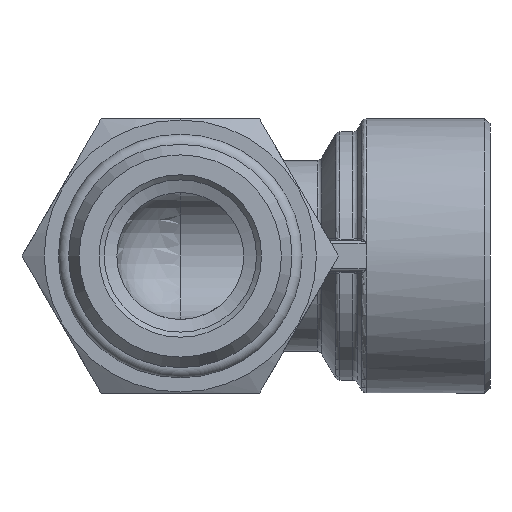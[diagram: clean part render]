
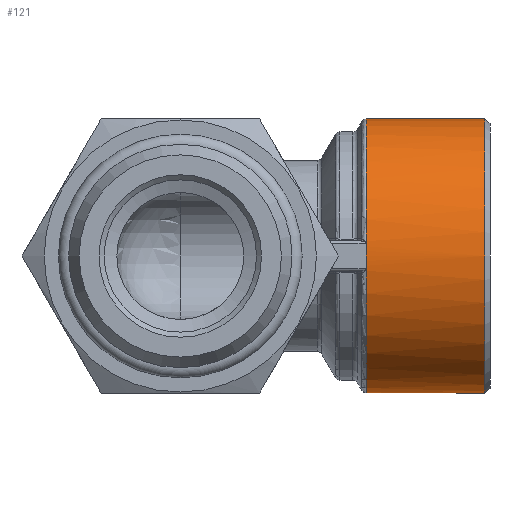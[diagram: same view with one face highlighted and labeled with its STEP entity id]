
A CAD part, front view. The second image highlights one B-rep face of the part: STEP entity #121.
In plain terms, the highlighted cylindrical face has radius 13.5 mm (diameter 27 mm), a full revolution.
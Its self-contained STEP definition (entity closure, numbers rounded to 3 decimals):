
#121 = ADVANCED_FACE( 'NONE', ( #291, #292 ), #293, .T. );
#291 = FACE_OUTER_BOUND( '', #665, .T. );
#292 = FACE_OUTER_BOUND( '', #666, .T. );
#293 = CYLINDRICAL_SURFACE( '', #667, 13.5 );
#665 = EDGE_LOOP( '', ( #1629, #1630, #1631 ) );
#666 = EDGE_LOOP( '', ( #1632 ) );
#667 = AXIS2_PLACEMENT_3D( '', #1633, #1634, #1635 );
#1629 = ORIENTED_EDGE( '', *, *, #2239, .T. );
#1630 = ORIENTED_EDGE( '', *, *, #2240, .T. );
#1631 = ORIENTED_EDGE( '', *, *, #2130, .T. );
#1632 = ORIENTED_EDGE( '', *, *, #2238, .T. );
#1633 = CARTESIAN_POINT( '', ( 0., 0., 0. ) );
#1634 = DIRECTION( '', ( 1., 0., 0. ) );
#1635 = DIRECTION( '', ( 0., 0., 1. ) );
#2130 = EDGE_CURVE( 'NONE', #2456, #2458, #2460, .T. );
#2238 = EDGE_CURVE( 'NONE', #2647, #2647, #2648, .T. );
#2239 = EDGE_CURVE( 'NONE', #2458, #2373, #2649, .T. );
#2240 = EDGE_CURVE( 'NONE', #2373, #2456, #2650, .T. );
#2373 = VERTEX_POINT( 'NONE', #2948 );
#2456 = VERTEX_POINT( 'NONE', #3174 );
#2458 = VERTEX_POINT( 'NONE', #3177 );
#2460 = CIRCLE( '', #3179, 13.5 );
#2647 = VERTEX_POINT( '', #3657 );
#2648 = CIRCLE( '', #3658, 13.5 );
#2649 = CIRCLE( '', #3659, 13.5 );
#2650 = CIRCLE( '', #3660, 13.5 );
#2948 = CARTESIAN_POINT( '', ( 18.299, -13.422, 1.448 ) );
#3174 = CARTESIAN_POINT( '', ( 18.299, -13.5, 0. ) );
#3177 = CARTESIAN_POINT( '', ( 18.299, -13.422, -1.448 ) );
#3179 = AXIS2_PLACEMENT_3D( '', #4057, #4058, #4059 );
#3657 = CARTESIAN_POINT( '', ( 30., 0., 13.5 ) );
#3658 = AXIS2_PLACEMENT_3D( '', #4189, #4190, #4191 );
#3659 = AXIS2_PLACEMENT_3D( '', #4192, #4193, #4194 );
#3660 = AXIS2_PLACEMENT_3D( '', #4195, #4196, #4197 );
#4057 = CARTESIAN_POINT( '', ( 18.299, 0., 0. ) );
#4058 = DIRECTION( '', ( 1., 0., 0. ) );
#4059 = DIRECTION( '', ( 0., 0., -1. ) );
#4189 = CARTESIAN_POINT( '', ( 30., 0., 0. ) );
#4190 = DIRECTION( '', ( -1., 0., 0. ) );
#4191 = DIRECTION( '', ( 0., 0., 1. ) );
#4192 = CARTESIAN_POINT( '', ( 18.299, 0., 0. ) );
#4193 = DIRECTION( '', ( 1., 0., 0. ) );
#4194 = DIRECTION( '', ( 0., 0., -1. ) );
#4195 = CARTESIAN_POINT( '', ( 18.299, 0., 0. ) );
#4196 = DIRECTION( '', ( 1., 0., 0. ) );
#4197 = DIRECTION( '', ( 0., 0., -1. ) );
